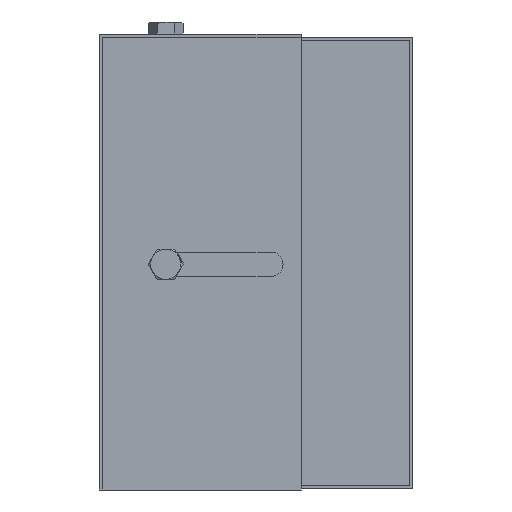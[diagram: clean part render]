
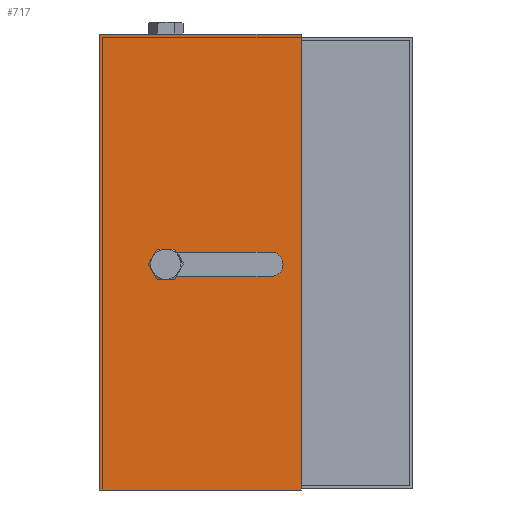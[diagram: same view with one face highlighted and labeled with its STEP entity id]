
A CAD part, left-side view. The second image highlights one B-rep face of the part: STEP entity #717.
In plain terms, the highlighted planar face has unit normal (-1, 0, 0).
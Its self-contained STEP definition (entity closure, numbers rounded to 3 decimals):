
#1 = CARTESIAN_POINT ( 'NONE',  ( -151.5, -56., -76.5 ) ) ;
#112 = VECTOR ( 'NONE', #1859, 1000. ) ;
#150 = CARTESIAN_POINT ( 'NONE',  ( -151.5, 1., 0. ) ) ;
#169 = LINE ( 'NONE', #1872, #112 ) ;
#182 = VERTEX_POINT ( 'NONE', #1771 ) ;
#186 = DIRECTION ( 'NONE',  ( 0., -1., 0. ) ) ;
#295 = CIRCLE ( 'NONE', #2256, 4. ) ;
#360 = VERTEX_POINT ( 'NONE', #2728 ) ;
#362 = ORIENTED_EDGE ( 'NONE', *, *, #1853, .F. ) ;
#370 = VERTEX_POINT ( 'NONE', #2583 ) ;
#403 = CARTESIAN_POINT ( 'NONE',  ( -151.5, -66., -151.5 ) ) ;
#496 = DIRECTION ( 'NONE',  ( 0., 0., 1. ) ) ;
#533 = ORIENTED_EDGE ( 'NONE', *, *, #2513, .F. ) ;
#540 = DIRECTION ( 'NONE',  ( 0., 0., 1. ) ) ;
#547 = CARTESIAN_POINT ( 'NONE',  ( -151.5, 1., -151.5 ) ) ;
#583 = DIRECTION ( 'NONE',  ( 0., 1., 0. ) ) ;
#593 = CARTESIAN_POINT ( 'NONE',  ( -151.5, -21., -80.5 ) ) ;
#597 = CARTESIAN_POINT ( 'NONE',  ( -151.5, -21., -80.5 ) ) ;
#652 = CARTESIAN_POINT ( 'NONE',  ( -151.5, 1., 0. ) ) ;
#717 = ADVANCED_FACE ( 'NONE', ( #2613, #2632 ), #2356, .F. ) ;
#734 = ORIENTED_EDGE ( 'NONE', *, *, #1925, .T. ) ;
#767 = VECTOR ( 'NONE', #496, 1000. ) ;
#772 = ORIENTED_EDGE ( 'NONE', *, *, #1207, .T. ) ;
#801 = LINE ( 'NONE', #403, #767 ) ;
#828 = VECTOR ( 'NONE', #540, 1000. ) ;
#862 = LINE ( 'NONE', #547, #828 ) ;
#869 = VECTOR ( 'NONE', #583, 1000. ) ;
#871 = LINE ( 'NONE', #593, #869 ) ;
#880 = EDGE_LOOP ( 'NONE', ( #1262, #1333, #971, #1327 ) ) ;
#931 = CARTESIAN_POINT ( 'NONE',  ( -151.5, -66., 0. ) ) ;
#971 = ORIENTED_EDGE ( 'NONE', *, *, #2323, .T. ) ;
#1097 = VERTEX_POINT ( 'NONE', #1710 ) ;
#1207 = EDGE_CURVE ( 'NONE', #360, #182, #1777, .T. ) ;
#1226 = VERTEX_POINT ( 'NONE', #1504 ) ;
#1247 = EDGE_CURVE ( 'NONE', #1809, #370, #1804, .T. ) ;
#1262 = ORIENTED_EDGE ( 'NONE', *, *, #1822, .T. ) ;
#1266 = EDGE_LOOP ( 'NONE', ( #772, #734, #533, #362 ) ) ;
#1327 = ORIENTED_EDGE ( 'NONE', *, *, #2156, .T. ) ;
#1333 = ORIENTED_EDGE ( 'NONE', *, *, #1247, .T. ) ;
#1432 = DIRECTION ( 'NONE',  ( 0., 0., -1. ) ) ;
#1436 = DIRECTION ( 'NONE',  ( 1., 0., 0. ) ) ;
#1441 = CARTESIAN_POINT ( 'NONE',  ( -151.5, -21., -76.5 ) ) ;
#1504 = CARTESIAN_POINT ( 'NONE',  ( -151.5, -56., -80.5 ) ) ;
#1517 = DIRECTION ( 'NONE',  ( 0., -1., 0. ) ) ;
#1525 = CARTESIAN_POINT ( 'NONE',  ( -151.5, 1., -151.5 ) ) ;
#1564 = VERTEX_POINT ( 'NONE', #931 ) ;
#1710 = CARTESIAN_POINT ( 'NONE',  ( -151.5, -56., -72.5 ) ) ;
#1755 = VERTEX_POINT ( 'NONE', #652 ) ;
#1771 = CARTESIAN_POINT ( 'NONE',  ( -151.5, -66., -151.5 ) ) ;
#1775 = VECTOR ( 'NONE', #1517, 1000. ) ;
#1777 = LINE ( 'NONE', #1525, #1775 ) ;
#1804 = CIRCLE ( 'NONE', #2504, 4. ) ;
#1809 = VERTEX_POINT ( 'NONE', #597 ) ;
#1822 = EDGE_CURVE ( 'NONE', #1226, #1809, #871, .T. ) ;
#1853 = EDGE_CURVE ( 'NONE', #360, #1755, #862, .T. ) ;
#1859 = DIRECTION ( 'NONE',  ( 0., -1., 0. ) ) ;
#1872 = CARTESIAN_POINT ( 'NONE',  ( -151.5, -21., -72.5 ) ) ;
#1925 = EDGE_CURVE ( 'NONE', #182, #1564, #801, .T. ) ;
#2156 = EDGE_CURVE ( 'NONE', #1097, #1226, #295, .T. ) ;
#2256 = AXIS2_PLACEMENT_3D ( 'NONE', #1, #2644, #3178 ) ;
#2323 = EDGE_CURVE ( 'NONE', #370, #1097, #169, .T. ) ;
#2350 = DIRECTION ( 'NONE',  ( 0., 0., -1. ) ) ;
#2352 = DIRECTION ( 'NONE',  ( 1., 0., 0. ) ) ;
#2356 = PLANE ( 'NONE',  #2656 ) ;
#2361 = CARTESIAN_POINT ( 'NONE',  ( -151.5, 1., -151.5 ) ) ;
#2504 = AXIS2_PLACEMENT_3D ( 'NONE', #1441, #1436, #1432 ) ;
#2513 = EDGE_CURVE ( 'NONE', #1755, #1564, #3166, .T. ) ;
#2583 = CARTESIAN_POINT ( 'NONE',  ( -151.5, -21., -72.5 ) ) ;
#2613 = FACE_BOUND ( 'NONE', #880, .T. ) ;
#2632 = FACE_OUTER_BOUND ( 'NONE', #1266, .T. ) ;
#2644 = DIRECTION ( 'NONE',  ( 1., 0., 0. ) ) ;
#2656 = AXIS2_PLACEMENT_3D ( 'NONE', #2361, #2352, #2350 ) ;
#2728 = CARTESIAN_POINT ( 'NONE',  ( -151.5, 1., -151.5 ) ) ;
#3164 = VECTOR ( 'NONE', #186, 1000. ) ;
#3166 = LINE ( 'NONE', #150, #3164 ) ;
#3178 = DIRECTION ( 'NONE',  ( 0., 0., -1. ) ) ;
